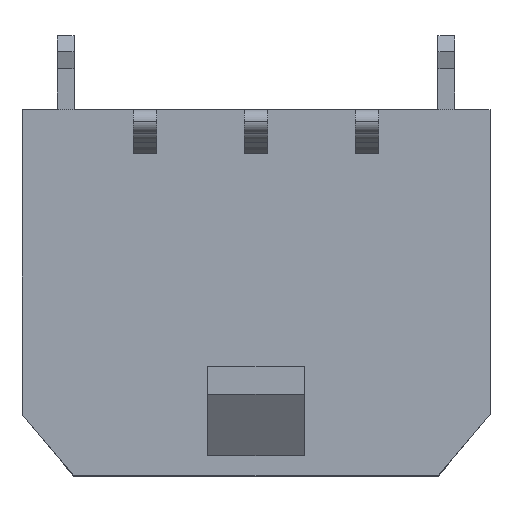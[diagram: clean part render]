
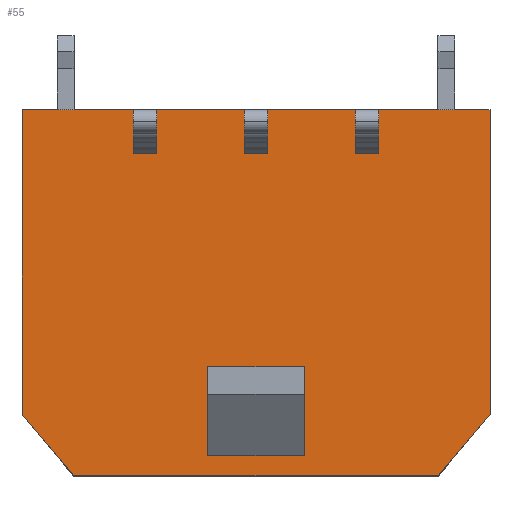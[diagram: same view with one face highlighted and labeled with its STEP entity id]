
A CAD part, top view. The second image highlights one B-rep face of the part: STEP entity #55.
In plain terms, the highlighted planar face has unit normal (0, 0, 1).
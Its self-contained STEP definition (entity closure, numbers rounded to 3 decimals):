
#55=ADVANCED_FACE('',(#227,#228,#229,#230,#231),#232,.T.);
#227=FACE_OUTER_BOUND('',#568,.T.);
#228=FACE_BOUND('',#569,.T.);
#229=FACE_BOUND('',#570,.T.);
#230=FACE_BOUND('',#571,.T.);
#231=FACE_BOUND('',#572,.T.);
#232=PLANE('',#573);
#568=EDGE_LOOP('',(#941,#942,#943,#944,#945,#946));
#569=EDGE_LOOP('',(#947,#948,#949,#950));
#570=EDGE_LOOP('',(#951,#952,#953,#954));
#571=EDGE_LOOP('',(#955,#956,#957,#958));
#572=EDGE_LOOP('',(#959,#960,#961,#962));
#573=AXIS2_PLACEMENT_3D('',#963,#964,#965);
#941=ORIENTED_EDGE('',*,*,#2236,.F.);
#942=ORIENTED_EDGE('',*,*,#2237,.F.);
#943=ORIENTED_EDGE('',*,*,#2238,.T.);
#944=ORIENTED_EDGE('',*,*,#2239,.T.);
#945=ORIENTED_EDGE('',*,*,#2240,.F.);
#946=ORIENTED_EDGE('',*,*,#2241,.F.);
#947=ORIENTED_EDGE('',*,*,#2242,.T.);
#948=ORIENTED_EDGE('',*,*,#2243,.T.);
#949=ORIENTED_EDGE('',*,*,#2244,.F.);
#950=ORIENTED_EDGE('',*,*,#2245,.F.);
#951=ORIENTED_EDGE('',*,*,#2246,.T.);
#952=ORIENTED_EDGE('',*,*,#2247,.T.);
#953=ORIENTED_EDGE('',*,*,#2248,.T.);
#954=ORIENTED_EDGE('',*,*,#2249,.F.);
#955=ORIENTED_EDGE('',*,*,#2250,.T.);
#956=ORIENTED_EDGE('',*,*,#2251,.T.);
#957=ORIENTED_EDGE('',*,*,#2252,.T.);
#958=ORIENTED_EDGE('',*,*,#2253,.F.);
#959=ORIENTED_EDGE('',*,*,#2254,.T.);
#960=ORIENTED_EDGE('',*,*,#2255,.T.);
#961=ORIENTED_EDGE('',*,*,#2256,.T.);
#962=ORIENTED_EDGE('',*,*,#2257,.F.);
#963=CARTESIAN_POINT('',(6.325,9.9,3.86));
#964=DIRECTION('',(0.,0.0,1.0));
#965=DIRECTION('',(1.0,-0.0,0.));
#2236=EDGE_CURVE('',#2678,#2679,#2680,.T.);
#2237=EDGE_CURVE('',#2681,#2678,#2682,.T.);
#2238=EDGE_CURVE('',#2681,#2683,#2684,.T.);
#2239=EDGE_CURVE('',#2683,#2685,#2686,.T.);
#2240=EDGE_CURVE('',#2687,#2685,#2688,.T.);
#2241=EDGE_CURVE('',#2679,#2687,#2689,.T.);
#2242=EDGE_CURVE('',#2690,#2691,#2692,.T.);
#2243=EDGE_CURVE('',#2691,#2693,#2694,.T.);
#2244=EDGE_CURVE('',#2695,#2693,#2696,.T.);
#2245=EDGE_CURVE('',#2690,#2695,#2697,.T.);
#2246=EDGE_CURVE('',#2698,#2699,#2700,.T.);
#2247=EDGE_CURVE('',#2699,#2701,#2702,.T.);
#2248=EDGE_CURVE('',#2701,#2703,#2704,.T.);
#2249=EDGE_CURVE('',#2698,#2703,#2705,.T.);
#2250=EDGE_CURVE('',#2706,#2707,#2708,.T.);
#2251=EDGE_CURVE('',#2707,#2709,#2710,.T.);
#2252=EDGE_CURVE('',#2709,#2711,#2712,.T.);
#2253=EDGE_CURVE('',#2706,#2711,#2713,.T.);
#2254=EDGE_CURVE('',#2714,#2715,#2716,.T.);
#2255=EDGE_CURVE('',#2715,#2717,#2718,.T.);
#2256=EDGE_CURVE('',#2717,#2719,#2720,.T.);
#2257=EDGE_CURVE('',#2714,#2719,#2721,.T.);
#2678=VERTEX_POINT('',#3380);
#2679=VERTEX_POINT('',#3381);
#2680=LINE('',#3382,#3383);
#2681=VERTEX_POINT('',#3384);
#2682=LINE('',#3385,#3386);
#2683=VERTEX_POINT('',#3387);
#2684=LINE('',#3388,#3389);
#2685=VERTEX_POINT('',#3390);
#2686=LINE('',#3391,#3392);
#2687=VERTEX_POINT('',#3393);
#2688=LINE('',#3394,#3395);
#2689=LINE('',#3396,#3397);
#2690=VERTEX_POINT('',#3398);
#2691=VERTEX_POINT('',#3399);
#2692=LINE('',#3400,#3401);
#2693=VERTEX_POINT('',#3402);
#2694=LINE('',#3403,#3404);
#2695=VERTEX_POINT('',#3405);
#2696=LINE('',#3406,#3407);
#2697=LINE('',#3408,#3409);
#2698=VERTEX_POINT('',#3410);
#2699=VERTEX_POINT('',#3411);
#2700=LINE('',#3412,#3413);
#2701=VERTEX_POINT('',#3414);
#2702=LINE('',#3415,#3416);
#2703=VERTEX_POINT('',#3417);
#2704=LINE('',#3418,#3419);
#2705=LINE('',#3420,#3421);
#2706=VERTEX_POINT('',#3422);
#2707=VERTEX_POINT('',#3423);
#2708=LINE('',#3424,#3425);
#2709=VERTEX_POINT('',#3426);
#2710=LINE('',#3427,#3428);
#2711=VERTEX_POINT('',#3429);
#2712=LINE('',#3430,#3431);
#2713=LINE('',#3432,#3433);
#2714=VERTEX_POINT('',#3434);
#2715=VERTEX_POINT('',#3435);
#2716=LINE('',#3436,#3437);
#2717=VERTEX_POINT('',#3438);
#2718=LINE('',#3439,#3440);
#2719=VERTEX_POINT('',#3441);
#2720=LINE('',#3442,#3443);
#2721=LINE('',#3444,#3445);
#3380=CARTESIAN_POINT('',(6.325,1.668,3.86));
#3381=CARTESIAN_POINT('',(4.925,0.0,3.86));
#3382=CARTESIAN_POINT('',(6.325,1.668,3.86));
#3383=VECTOR('',#4366,1.0);
#3384=CARTESIAN_POINT('',(6.325,9.9,3.86));
#3385=CARTESIAN_POINT('',(6.325,9.9,3.86));
#3386=VECTOR('',#4367,1.0);
#3387=CARTESIAN_POINT('',(-6.325,9.9,3.86));
#3388=CARTESIAN_POINT('',(6.325,9.9,3.86));
#3389=VECTOR('',#4368,1.0);
#3390=CARTESIAN_POINT('',(-6.325,1.668,3.86));
#3391=CARTESIAN_POINT('',(-6.325,9.9,3.86));
#3392=VECTOR('',#4369,1.0);
#3393=CARTESIAN_POINT('',(-4.925,0.0,3.86));
#3394=CARTESIAN_POINT('',(-4.925,0.,3.86));
#3395=VECTOR('',#4370,1.0);
#3396=CARTESIAN_POINT('',(6.325,0.0,3.86));
#3397=VECTOR('',#4371,1.0);
#3398=CARTESIAN_POINT('',(1.3,0.54,3.86));
#3399=CARTESIAN_POINT('',(-1.3,0.54,3.86));
#3400=CARTESIAN_POINT('',(1.3,0.54,3.86));
#3401=VECTOR('',#4372,1.0);
#3402=CARTESIAN_POINT('',(-1.3,2.95,3.86));
#3403=CARTESIAN_POINT('',(-1.3,0.54,3.86));
#3404=VECTOR('',#4373,1.0);
#3405=CARTESIAN_POINT('',(1.3,2.95,3.86));
#3406=CARTESIAN_POINT('',(1.3,2.95,3.86));
#3407=VECTOR('',#4374,1.0);
#3408=CARTESIAN_POINT('',(1.3,0.54,3.86));
#3409=VECTOR('',#4375,1.0);
#3410=CARTESIAN_POINT('',(2.68,9.537,3.86));
#3411=CARTESIAN_POINT('',(3.32,9.537,3.86));
#3412=CARTESIAN_POINT('',(3.32,9.537,3.86));
#3413=VECTOR('',#4376,1.0);
#3414=CARTESIAN_POINT('',(3.32,8.723,3.86));
#3415=CARTESIAN_POINT('',(3.32,9.9,3.86));
#3416=VECTOR('',#4377,1.0);
#3417=CARTESIAN_POINT('',(2.68,8.723,3.86));
#3418=CARTESIAN_POINT('',(3.32,8.723,3.86));
#3419=VECTOR('',#4378,1.0);
#3420=CARTESIAN_POINT('',(2.68,9.9,3.86));
#3421=VECTOR('',#4379,1.0);
#3422=CARTESIAN_POINT('',(-0.32,9.537,3.86));
#3423=CARTESIAN_POINT('',(0.32,9.537,3.86));
#3424=CARTESIAN_POINT('',(0.32,9.537,3.86));
#3425=VECTOR('',#4380,1.0);
#3426=CARTESIAN_POINT('',(0.32,8.723,3.86));
#3427=CARTESIAN_POINT('',(0.32,9.9,3.86));
#3428=VECTOR('',#4381,1.0);
#3429=CARTESIAN_POINT('',(-0.32,8.723,3.86));
#3430=CARTESIAN_POINT('',(0.32,8.723,3.86));
#3431=VECTOR('',#4382,1.0);
#3432=CARTESIAN_POINT('',(-0.32,9.9,3.86));
#3433=VECTOR('',#4383,1.0);
#3434=CARTESIAN_POINT('',(-3.32,9.537,3.86));
#3435=CARTESIAN_POINT('',(-2.68,9.537,3.86));
#3436=CARTESIAN_POINT('',(-2.68,9.537,3.86));
#3437=VECTOR('',#4384,1.0);
#3438=CARTESIAN_POINT('',(-2.68,8.723,3.86));
#3439=CARTESIAN_POINT('',(-2.68,9.9,3.86));
#3440=VECTOR('',#4385,1.0);
#3441=CARTESIAN_POINT('',(-3.32,8.723,3.86));
#3442=CARTESIAN_POINT('',(-2.68,8.723,3.86));
#3443=VECTOR('',#4386,1.0);
#3444=CARTESIAN_POINT('',(-3.32,9.9,3.86));
#3445=VECTOR('',#4387,1.0);
#4366=DIRECTION('',(-0.643,-0.766,0.));
#4367=DIRECTION('',(0.0,-1.0,0.0));
#4368=DIRECTION('',(-1.0,0.0,0.));
#4369=DIRECTION('',(0.0,-1.0,0.0));
#4370=DIRECTION('',(-0.643,0.766,0.));
#4371=DIRECTION('',(-1.0,0.0,0.));
#4372=DIRECTION('',(-1.0,0.0,0.0));
#4373=DIRECTION('',(0.0,1.0,0.));
#4374=DIRECTION('',(-1.0,0.0,0.0));
#4375=DIRECTION('',(0.0,1.0,0.));
#4376=DIRECTION('',(1.0,0.0,0.0));
#4377=DIRECTION('',(0.0,-1.0,0.0));
#4378=DIRECTION('',(-1.0,0.0,0.0));
#4379=DIRECTION('',(0.0,-1.0,0.0));
#4380=DIRECTION('',(1.0,0.0,0.0));
#4381=DIRECTION('',(0.0,-1.0,0.0));
#4382=DIRECTION('',(-1.0,0.0,0.0));
#4383=DIRECTION('',(0.0,-1.0,0.0));
#4384=DIRECTION('',(1.0,0.0,0.0));
#4385=DIRECTION('',(0.0,-1.0,0.0));
#4386=DIRECTION('',(-1.0,0.0,0.0));
#4387=DIRECTION('',(0.0,-1.0,0.0));
